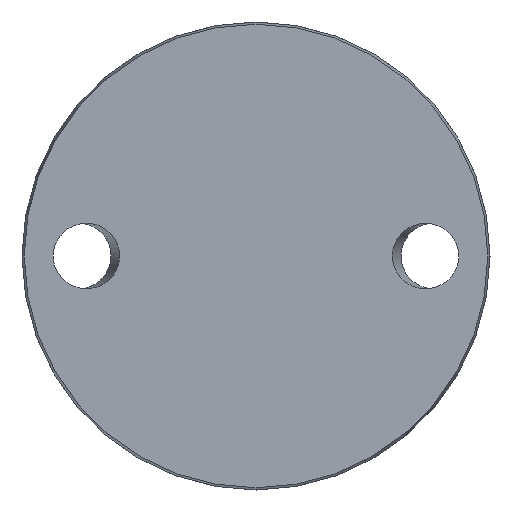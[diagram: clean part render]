
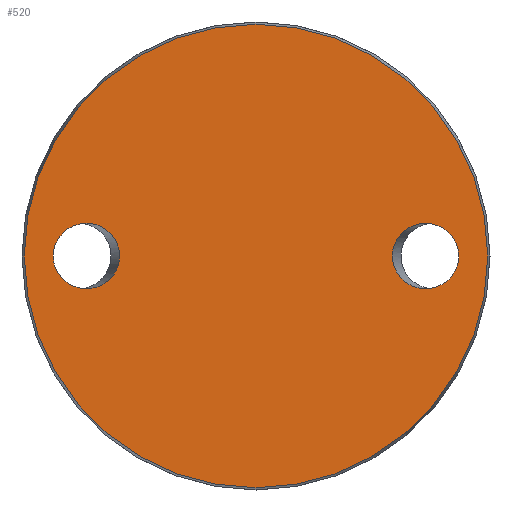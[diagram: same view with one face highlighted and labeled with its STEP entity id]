
A CAD part, front view. The second image highlights one B-rep face of the part: STEP entity #520.
In plain terms, the highlighted planar face has unit normal (0, -1, 0).
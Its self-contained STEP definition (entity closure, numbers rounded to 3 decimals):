
#19 = CARTESIAN_POINT ( 'NONE',  ( 51.115, 0., 16.5 ) ) ;
#48 = EDGE_LOOP ( 'NONE', ( #121 ) ) ;
#98 = FACE_BOUND ( 'NONE', #742, .T. ) ;
#109 = AXIS2_PLACEMENT_3D ( 'NONE', #852, #295, #174 ) ;
#121 = ORIENTED_EDGE ( 'NONE', *, *, #633, .T. ) ;
#128 = AXIS2_PLACEMENT_3D ( 'NONE', #910, #699, #225 ) ;
#166 = CARTESIAN_POINT ( 'NONE',  ( 51.115, 0., 0. ) ) ;
#174 = DIRECTION ( 'NONE',  ( 0., 0., 1. ) ) ;
#184 = CARTESIAN_POINT ( 'NONE',  ( -51.115, 0., 16.5 ) ) ;
#191 = EDGE_CURVE ( 'NONE', #734, #734, #779, .T. ) ;
#215 = ORIENTED_EDGE ( 'NONE', *, *, #191, .T. ) ;
#225 = DIRECTION ( 'NONE',  ( 0., 0., -1. ) ) ;
#295 = DIRECTION ( 'NONE',  ( 0., 1., 0. ) ) ;
#398 = FACE_OUTER_BOUND ( 'NONE', #48, .T. ) ;
#412 = CARTESIAN_POINT ( 'NONE',  ( 34.385, 0., 16.5 ) ) ;
#413 = CARTESIAN_POINT ( 'NONE',  ( -51.115, 0., 0. ) ) ;
#429 = EDGE_LOOP ( 'NONE', ( #215 ) ) ;
#486 = CARTESIAN_POINT ( 'NONE',  ( 34.385, 0., 0. ) ) ;
#490 = CARTESIAN_POINT ( 'NONE',  ( -34.385, 0., 16.5 ) ) ;
#519 = CARTESIAN_POINT ( 'NONE',  ( -51.115, 0., 0. ) ) ;
#520 = ADVANCED_FACE ( 'NONE', ( #599, #98, #398 ), #595, .F. ) ;
#532 = CARTESIAN_POINT ( 'NONE',  ( 34.385, 0., 0. ) ) ;
#567 = CIRCLE ( 'NONE', #128, 58.425 ) ;
#595 = PLANE ( 'NONE',  #109 ) ;
#599 = FACE_BOUND ( 'NONE', #429, .T. ) ;
#625 =( BOUNDED_CURVE ( )  B_SPLINE_CURVE ( 3, ( #532, #835, #774, #166, #19, #412, #486 ),
 .UNSPECIFIED., .T., .F. ) 
 B_SPLINE_CURVE_WITH_KNOTS ( ( 4, 3, 4 ),
 ( 0., 3.142, 6.283 ),
 .UNSPECIFIED. ) 
 CURVE ( )  GEOMETRIC_REPRESENTATION_ITEM ( )  RATIONAL_B_SPLINE_CURVE ( ( 1., 0.333, 0.333, 1., 0.333, 0.333, 1. ) ) 
 REPRESENTATION_ITEM ( '' )  );
#633 = EDGE_CURVE ( 'NONE', #903, #903, #567, .T. ) ;
#658 = VERTEX_POINT ( 'NONE', #907 ) ;
#699 = DIRECTION ( 'NONE',  ( 0., -1., 0. ) ) ;
#703 = CARTESIAN_POINT ( 'NONE',  ( -51.115, 0., 0. ) ) ;
#710 = CARTESIAN_POINT ( 'NONE',  ( -34.385, 0., -16.5 ) ) ;
#713 = EDGE_CURVE ( 'NONE', #658, #658, #625, .T. ) ;
#734 = VERTEX_POINT ( 'NONE', #519 ) ;
#742 = EDGE_LOOP ( 'NONE', ( #813 ) ) ;
#774 = CARTESIAN_POINT ( 'NONE',  ( 51.115, 0., -16.5 ) ) ;
#779 =( BOUNDED_CURVE ( )  B_SPLINE_CURVE ( 3, ( #703, #184, #490, #935, #710, #781, #413 ),
 .UNSPECIFIED., .T., .F. ) 
 B_SPLINE_CURVE_WITH_KNOTS ( ( 4, 3, 4 ),
 ( 0., 3.142, 6.283 ),
 .UNSPECIFIED. ) 
 CURVE ( )  GEOMETRIC_REPRESENTATION_ITEM ( )  RATIONAL_B_SPLINE_CURVE ( ( 1., 0.333, 0.333, 1., 0.333, 0.333, 1. ) ) 
 REPRESENTATION_ITEM ( '' )  );
#781 = CARTESIAN_POINT ( 'NONE',  ( -51.115, 0., -16.5 ) ) ;
#813 = ORIENTED_EDGE ( 'NONE', *, *, #713, .F. ) ;
#835 = CARTESIAN_POINT ( 'NONE',  ( 34.385, 0., -16.5 ) ) ;
#852 = CARTESIAN_POINT ( 'NONE',  ( -58.425, 0., 0. ) ) ;
#903 = VERTEX_POINT ( 'NONE', #985 ) ;
#907 = CARTESIAN_POINT ( 'NONE',  ( 34.385, 0., 0. ) ) ;
#910 = CARTESIAN_POINT ( 'NONE',  ( 0., 0., 0. ) ) ;
#935 = CARTESIAN_POINT ( 'NONE',  ( -34.385, 0., 0. ) ) ;
#985 = CARTESIAN_POINT ( 'NONE',  ( 0., 0., -58.425 ) ) ;
